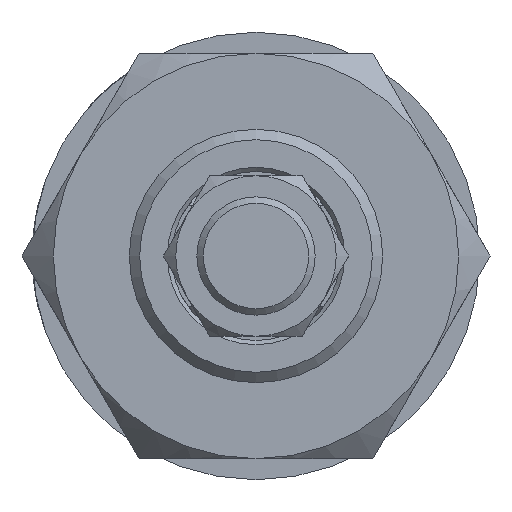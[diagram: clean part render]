
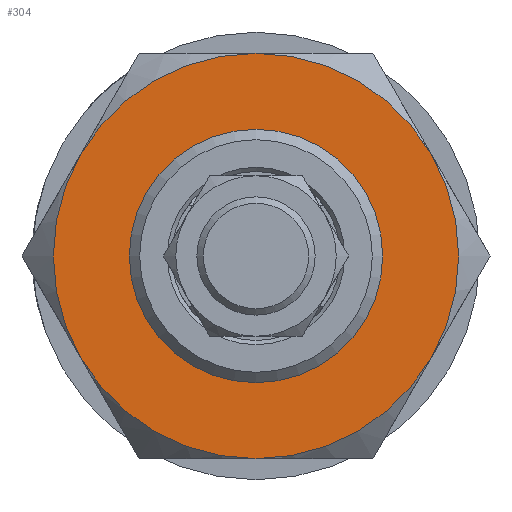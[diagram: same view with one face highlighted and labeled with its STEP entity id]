
A CAD part, left-side view. The second image highlights one B-rep face of the part: STEP entity #304.
In plain terms, the highlighted planar face has unit normal (-1, 0, 0).
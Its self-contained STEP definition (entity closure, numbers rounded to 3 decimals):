
#304 = ADVANCED_FACE( '', ( #665, #666 ), #667, .F. );
#665 = FACE_OUTER_BOUND( '', #1074, .T. );
#666 = FACE_BOUND( '', #1075, .T. );
#667 = PLANE( '', #1076 );
#1074 = EDGE_LOOP( '', ( #1707, #1708, #1709, #1710, #1711, #1712 ) );
#1075 = EDGE_LOOP( '', ( #1713 ) );
#1076 = AXIS2_PLACEMENT_3D( '', #1714, #1715, #1716 );
#1707 = ORIENTED_EDGE( '', *, *, #2299, .F. );
#1708 = ORIENTED_EDGE( '', *, *, #2300, .F. );
#1709 = ORIENTED_EDGE( '', *, *, #2238, .F. );
#1710 = ORIENTED_EDGE( '', *, *, #2146, .F. );
#1711 = ORIENTED_EDGE( '', *, *, #2242, .F. );
#1712 = ORIENTED_EDGE( '', *, *, #2125, .F. );
#1713 = ORIENTED_EDGE( '', *, *, #2301, .T. );
#1714 = CARTESIAN_POINT( '', ( -18., 0., 0. ) );
#1715 = DIRECTION( '', ( 1., 0., 0. ) );
#1716 = DIRECTION( '', ( 0., 0., -1. ) );
#2125 = EDGE_CURVE( '', #2463, #2466, #2467, .T. );
#2146 = EDGE_CURVE( '', #2501, #2499, #2503, .T. );
#2238 = EDGE_CURVE( '', #2499, #2471, #2646, .T. );
#2242 = EDGE_CURVE( '', #2466, #2501, #2651, .T. );
#2299 = EDGE_CURVE( '', #2534, #2463, #2728, .T. );
#2300 = EDGE_CURVE( '', #2471, #2534, #2729, .T. );
#2301 = EDGE_CURVE( '', #2730, #2730, #2731, .T. );
#2463 = VERTEX_POINT( '', #3063 );
#2466 = VERTEX_POINT( '', #3073 );
#2467 = CIRCLE( '', #3074, 24. );
#2471 = VERTEX_POINT( '', #3085 );
#2499 = VERTEX_POINT( '', #3174 );
#2501 = VERTEX_POINT( '', #3185 );
#2503 = CIRCLE( '', #3194, 24. );
#2534 = VERTEX_POINT( '', #3313 );
#2646 = CIRCLE( '', #3658, 24. );
#2651 = CIRCLE( '', #3676, 24. );
#2728 = CIRCLE( '', #3924, 24. );
#2729 = CIRCLE( '', #3925, 24. );
#2730 = VERTEX_POINT( '', #3926 );
#2731 = CIRCLE( '', #3927, 15. );
#3063 = CARTESIAN_POINT( '', ( -18., 20.785, 12. ) );
#3073 = CARTESIAN_POINT( '', ( -18., 0., 24. ) );
#3074 = AXIS2_PLACEMENT_3D( '', #4163, #4164, #4165 );
#3085 = CARTESIAN_POINT( '', ( -18., 0., -24. ) );
#3174 = CARTESIAN_POINT( '', ( -18., -20.785, -12. ) );
#3185 = CARTESIAN_POINT( '', ( -18., -20.785, 12. ) );
#3194 = AXIS2_PLACEMENT_3D( '', #4177, #4178, #4179 );
#3313 = CARTESIAN_POINT( '', ( -18., 20.785, -12. ) );
#3658 = AXIS2_PLACEMENT_3D( '', #4277, #4278, #4279 );
#3676 = AXIS2_PLACEMENT_3D( '', #4280, #4281, #4282 );
#3924 = AXIS2_PLACEMENT_3D( '', #4331, #4332, #4333 );
#3925 = AXIS2_PLACEMENT_3D( '', #4334, #4335, #4336 );
#3926 = CARTESIAN_POINT( '', ( -18., 0., -15. ) );
#3927 = AXIS2_PLACEMENT_3D( '', #4337, #4338, #4339 );
#4163 = CARTESIAN_POINT( '', ( -18., 0., 0. ) );
#4164 = DIRECTION( '', ( 1., 0., 0. ) );
#4165 = DIRECTION( '', ( 0., 0., -1. ) );
#4177 = CARTESIAN_POINT( '', ( -18., 0., 0. ) );
#4178 = DIRECTION( '', ( 1., 0., 0. ) );
#4179 = DIRECTION( '', ( 0., 0., -1. ) );
#4277 = CARTESIAN_POINT( '', ( -18., 0., 0. ) );
#4278 = DIRECTION( '', ( 1., 0., 0. ) );
#4279 = DIRECTION( '', ( 0., 0., -1. ) );
#4280 = CARTESIAN_POINT( '', ( -18., 0., 0. ) );
#4281 = DIRECTION( '', ( 1., 0., 0. ) );
#4282 = DIRECTION( '', ( 0., 0., -1. ) );
#4331 = CARTESIAN_POINT( '', ( -18., 0., 0. ) );
#4332 = DIRECTION( '', ( 1., 0., 0. ) );
#4333 = DIRECTION( '', ( 0., 0., -1. ) );
#4334 = CARTESIAN_POINT( '', ( -18., 0., 0. ) );
#4335 = DIRECTION( '', ( 1., 0., 0. ) );
#4336 = DIRECTION( '', ( 0., 0., -1. ) );
#4337 = CARTESIAN_POINT( '', ( -18., 0., 0. ) );
#4338 = DIRECTION( '', ( 1., 0., 0. ) );
#4339 = DIRECTION( '', ( 0., 0., -1. ) );
